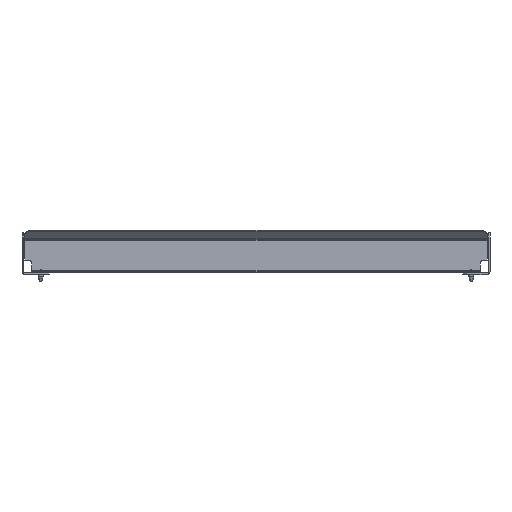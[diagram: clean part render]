
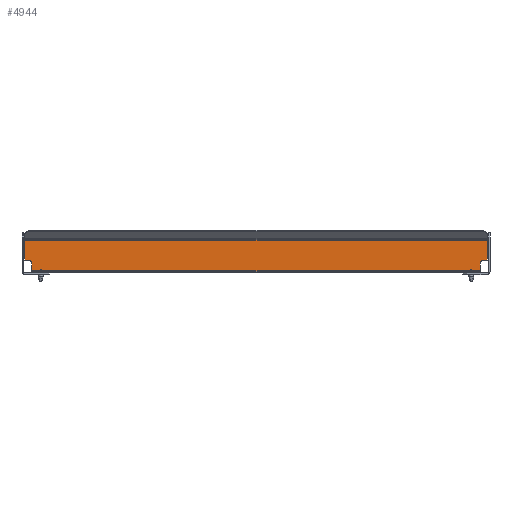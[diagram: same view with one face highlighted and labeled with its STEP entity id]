
A CAD part, front view. The second image highlights one B-rep face of the part: STEP entity #4944.
In plain terms, the highlighted face is planar.
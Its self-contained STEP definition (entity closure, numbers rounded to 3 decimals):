
#1 = DIRECTION ( 'NONE',  ( 0., -1., 0. ) ) ;
#10 = EDGE_CURVE ( 'NONE', #6174, #254, #1198, .T. ) ;
#240 = ORIENTED_EDGE ( 'NONE', *, *, #6512, .T. ) ;
#254 = VERTEX_POINT ( 'NONE', #1584 ) ;
#315 = CARTESIAN_POINT ( 'NONE',  ( 194., 0., 27.929 ) ) ;
#509 = ORIENTED_EDGE ( 'NONE', *, *, #10, .F. ) ;
#685 = ORIENTED_EDGE ( 'NONE', *, *, #7502, .T. ) ;
#758 = DIRECTION ( 'NONE',  ( -1., 0., 0. ) ) ;
#809 = VERTEX_POINT ( 'NONE', #7386 ) ;
#821 = LINE ( 'NONE', #8229, #7723 ) ;
#972 = CARTESIAN_POINT ( 'NONE',  ( 194., 0., 27.929 ) ) ;
#976 = VERTEX_POINT ( 'NONE', #5564 ) ;
#1035 = CARTESIAN_POINT ( 'NONE',  ( -188., 0., 1.8 ) ) ;
#1161 = CARTESIAN_POINT ( 'NONE',  ( 188., 0., -0.001 ) ) ;
#1198 = LINE ( 'NONE', #2702, #8744 ) ;
#1213 = ORIENTED_EDGE ( 'NONE', *, *, #7545, .T. ) ;
#1296 = CARTESIAN_POINT ( 'NONE',  ( -188., 0., 7.55 ) ) ;
#1345 = VECTOR ( 'NONE', #4865, 1000. ) ;
#1448 = LINE ( 'NONE', #4158, #8562 ) ;
#1458 = DIRECTION ( 'NONE',  ( 0., 0., 1. ) ) ;
#1461 = LINE ( 'NONE', #7626, #3182 ) ;
#1584 = CARTESIAN_POINT ( 'NONE',  ( -194., 0., 10.8 ) ) ;
#1668 = LINE ( 'NONE', #8263, #1345 ) ;
#1675 = DIRECTION ( 'NONE',  ( 0., 1., 0. ) ) ;
#1734 = ORIENTED_EDGE ( 'NONE', *, *, #2440, .T. ) ;
#1904 = CARTESIAN_POINT ( 'NONE',  ( 194., 0., 27.515 ) ) ;
#2218 = VECTOR ( 'NONE', #2755, 1000. ) ;
#2386 = VERTEX_POINT ( 'NONE', #1296 ) ;
#2440 = EDGE_CURVE ( 'NONE', #2949, #2386, #1448, .T. ) ;
#2641 = CARTESIAN_POINT ( 'NONE',  ( 191.25, 0., 10.8 ) ) ;
#2702 = CARTESIAN_POINT ( 'NONE',  ( -194., 0., 27.929 ) ) ;
#2755 = DIRECTION ( 'NONE',  ( 0., 0., -1. ) ) ;
#2949 = VERTEX_POINT ( 'NONE', #1035 ) ;
#3182 = VECTOR ( 'NONE', #758, 1000. ) ;
#3219 = DIRECTION ( 'NONE',  ( 0., 0., 1. ) ) ;
#3300 = ORIENTED_EDGE ( 'NONE', *, *, #3967, .F. ) ;
#3384 = VERTEX_POINT ( 'NONE', #3603 ) ;
#3441 = CARTESIAN_POINT ( 'NONE',  ( 191.25, 0., 7.55 ) ) ;
#3603 = CARTESIAN_POINT ( 'NONE',  ( 194., 0., 10.8 ) ) ;
#3608 = FACE_OUTER_BOUND ( 'NONE', #5553, .T. ) ;
#3959 = LINE ( 'NONE', #1161, #5887 ) ;
#3967 = EDGE_CURVE ( 'NONE', #976, #6409, #3959, .T. ) ;
#4016 = ORIENTED_EDGE ( 'NONE', *, *, #7492, .T. ) ;
#4128 = DIRECTION ( 'NONE',  ( -1., 0., 0. ) ) ;
#4158 = CARTESIAN_POINT ( 'NONE',  ( -188., 0., -0.001 ) ) ;
#4165 = CARTESIAN_POINT ( 'NONE',  ( 194., 0., 27.515 ) ) ;
#4524 = CARTESIAN_POINT ( 'NONE',  ( -191.25, 0., 7.55 ) ) ;
#4728 = VERTEX_POINT ( 'NONE', #2641 ) ;
#4735 = EDGE_CURVE ( 'NONE', #976, #2949, #1668, .T. ) ;
#4865 = DIRECTION ( 'NONE',  ( -1., 0., 0. ) ) ;
#4944 = ADVANCED_FACE ( 'NONE', ( #3608 ), #5750, .T. ) ;
#4995 = CARTESIAN_POINT ( 'NONE',  ( -194., 0., 27.515 ) ) ;
#5485 = DIRECTION ( 'NONE',  ( 0., 0., 1. ) ) ;
#5553 = EDGE_LOOP ( 'NONE', ( #1734, #240, #1213, #509, #6830, #4016, #685, #8860, #3300, #7748 ) ) ;
#5564 = CARTESIAN_POINT ( 'NONE',  ( 188., 0., 1.8 ) ) ;
#5660 = AXIS2_PLACEMENT_3D ( 'NONE', #4524, #8642, #3219 ) ;
#5703 = CARTESIAN_POINT ( 'NONE',  ( 188., 0., 7.55 ) ) ;
#5708 = AXIS2_PLACEMENT_3D ( 'NONE', #972, #1675, #7120 ) ;
#5750 = PLANE ( 'NONE',  #5708 ) ;
#5887 = VECTOR ( 'NONE', #8059, 1000. ) ;
#5923 = CIRCLE ( 'NONE', #5660, 3.25 ) ;
#6025 = EDGE_CURVE ( 'NONE', #8916, #6174, #6923, .T. ) ;
#6174 = VERTEX_POINT ( 'NONE', #4995 ) ;
#6374 = AXIS2_PLACEMENT_3D ( 'NONE', #3441, #1, #5485 ) ;
#6409 = VERTEX_POINT ( 'NONE', #5703 ) ;
#6512 = EDGE_CURVE ( 'NONE', #2386, #809, #5923, .T. ) ;
#6830 = ORIENTED_EDGE ( 'NONE', *, *, #6025, .F. ) ;
#6923 = LINE ( 'NONE', #4165, #7028 ) ;
#7028 = VECTOR ( 'NONE', #8357, 1000. ) ;
#7073 = LINE ( 'NONE', #315, #2218 ) ;
#7120 = DIRECTION ( 'NONE',  ( 0., 0., 1. ) ) ;
#7386 = CARTESIAN_POINT ( 'NONE',  ( -191.25, 0., 10.8 ) ) ;
#7461 = DIRECTION ( 'NONE',  ( 0., 0., -1. ) ) ;
#7492 = EDGE_CURVE ( 'NONE', #8916, #3384, #7073, .T. ) ;
#7502 = EDGE_CURVE ( 'NONE', #3384, #4728, #1461, .T. ) ;
#7545 = EDGE_CURVE ( 'NONE', #809, #254, #821, .T. ) ;
#7626 = CARTESIAN_POINT ( 'NONE',  ( 188., 0., 10.8 ) ) ;
#7723 = VECTOR ( 'NONE', #4128, 1000. ) ;
#7733 = CIRCLE ( 'NONE', #6374, 3.25 ) ;
#7748 = ORIENTED_EDGE ( 'NONE', *, *, #4735, .T. ) ;
#8059 = DIRECTION ( 'NONE',  ( 0., 0., 1. ) ) ;
#8229 = CARTESIAN_POINT ( 'NONE',  ( -188., 0., 10.8 ) ) ;
#8263 = CARTESIAN_POINT ( 'NONE',  ( 194., 0., 1.8 ) ) ;
#8357 = DIRECTION ( 'NONE',  ( -1., 0., 0. ) ) ;
#8562 = VECTOR ( 'NONE', #1458, 1000. ) ;
#8590 = EDGE_CURVE ( 'NONE', #4728, #6409, #7733, .T. ) ;
#8642 = DIRECTION ( 'NONE',  ( 0., -1., 0. ) ) ;
#8744 = VECTOR ( 'NONE', #7461, 1000. ) ;
#8860 = ORIENTED_EDGE ( 'NONE', *, *, #8590, .T. ) ;
#8916 = VERTEX_POINT ( 'NONE', #1904 ) ;
